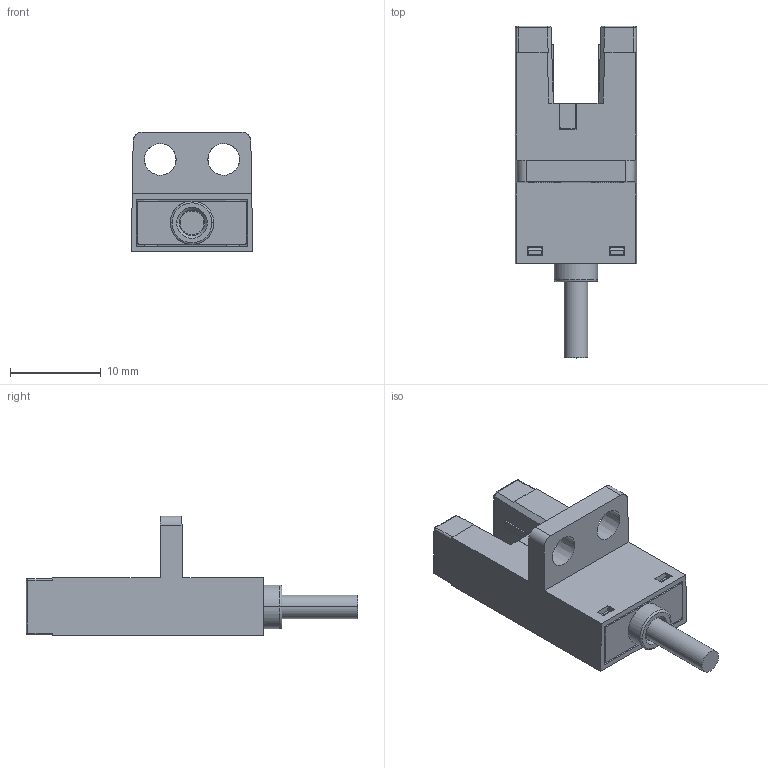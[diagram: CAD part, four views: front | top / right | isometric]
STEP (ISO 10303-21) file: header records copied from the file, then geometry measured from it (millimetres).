
FILE_DESCRIPTION((''),'2;1');
FILE_NAME('IGS_GL5_J_CB_ASM','2011-03-24T',('sereneee'),(''),'PRO/ENGINEER BY PARAMETRIC TECHNOLOGY CORPORATION, 2006140','PRO/ENGINEER BY PARAMETRIC TECHNOLOGY CORPORATION, 2006140','');
FILE_SCHEMA(('CONFIG_CONTROL_DESIGN'));
Length unit declared in the file: millimetre
Products named in the file (1): IGS_GL5_J_CB_ASM
Bounding box: 13.4 x 36.6 x 13.2 mm (x, y, z)
Volume: 1006.5 mm3; surface area: 2751.9 mm2
Topology: 6 solids, 6 shells, 243 faces, 670 edges, 440 vertices
Faces by surface type: plane 190, cylinder 41, cone 6, sphere 4, torus 2
Entity records: 7801 total; most frequent: CARTESIAN_POINT 1522, ORIENTED_EDGE 1340, DIRECTION 1208, EDGE_CURVE 670, VECTOR 554, LINE 554, VERTEX_POINT 440, AXIS2_PLACEMENT_3D 327
